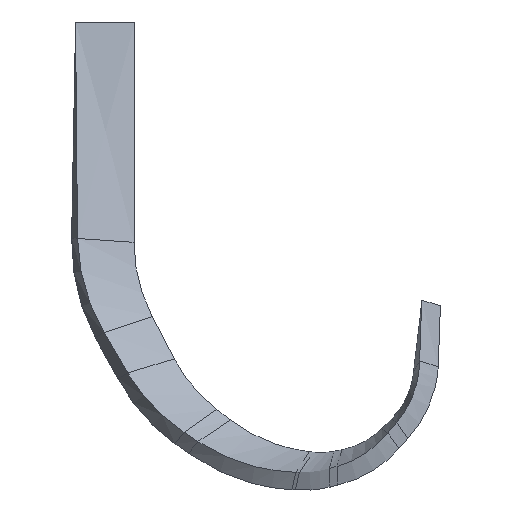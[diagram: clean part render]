
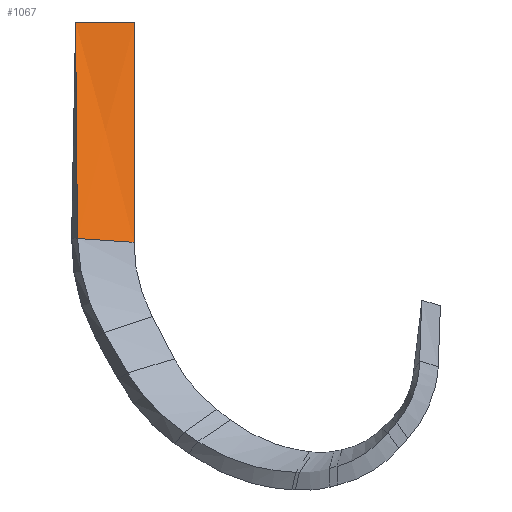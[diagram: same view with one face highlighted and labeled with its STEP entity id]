
A CAD part, left-side view. The second image highlights one B-rep face of the part: STEP entity #1067.
In plain terms, the highlighted free-form (B-spline) face has degree [1, 2] with [2, 5] control points.
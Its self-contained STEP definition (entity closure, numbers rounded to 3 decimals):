
#5 = EDGE_CURVE ( 'NONE', #451, #1148, #671, .T. ) ;
#43 = CARTESIAN_POINT ( 'NONE',  ( 92.743, 124.291, 55.442 ) ) ;
#50 = CARTESIAN_POINT ( 'NONE',  ( 101.588, 115.194, 89.673 ) ) ;
#81 = ORIENTED_EDGE ( 'NONE', *, *, #696, .F. ) ;
#172 = CARTESIAN_POINT ( 'NONE',  ( 98.611, 124.546, 78.27 ) ) ;
#184 = FACE_OUTER_BOUND ( 'NONE', #584, .T. ) ;
#239 = ORIENTED_EDGE ( 'NONE', *, *, #1786, .F. ) ;
#269 = VERTEX_POINT ( 'NONE', #1312 ) ;
#310 = LINE ( 'NONE', #1608, #1196 ) ;
#333 = CARTESIAN_POINT ( 'NONE',  ( 101.588, 115.194, 89.673 ) ) ;
#351 = CARTESIAN_POINT ( 'NONE',  ( 93.601, 115.506, 43.214 ) ) ;
#389 = VERTEX_POINT ( 'NONE', #50 ) ;
#405 =( BOUNDED_CURVE ( )  B_SPLINE_CURVE ( 2, ( #966, #1548, #1399, #1258, #1835 ),
 .UNSPECIFIED., .F., .T. ) 
 B_SPLINE_CURVE_WITH_KNOTS ( ( 3, 2, 3 ),
 ( 0., 0.5, 0.749 ),
 .UNSPECIFIED. ) 
 CURVE ( )  GEOMETRIC_REPRESENTATION_ITEM ( )  RATIONAL_B_SPLINE_CURVE ( ( 1., 0.995, 1., 0.997, 0.997 ) ) 
 REPRESENTATION_ITEM ( '' )  );
#413 = DIRECTION ( 'NONE',  ( 0.302, -0.951, -0.065 ) ) ;
#448 = DIRECTION ( 'NONE',  ( 0., -1., 0. ) ) ;
#451 = VERTEX_POINT ( 'NONE', #574 ) ;
#489 = CARTESIAN_POINT ( 'NONE',  ( 96.596, 115.282, 60.685 ) ) ;
#574 = CARTESIAN_POINT ( 'NONE',  ( 92.774, 124.27, 55.502 ) ) ;
#584 = EDGE_LOOP ( 'NONE', ( #81, #239, #1449, #822 ) ) ;
#623 = CARTESIAN_POINT ( 'NONE',  ( 101.588, 115.194, 89.673 ) ) ;
#671 = LINE ( 'NONE', #1816, #1827 ) ;
#696 = EDGE_CURVE ( 'NONE', #389, #1148, #825, .T. ) ;
#822 = ORIENTED_EDGE ( 'NONE', *, *, #5, .T. ) ;
#825 =( BOUNDED_CURVE ( )  B_SPLINE_CURVE ( 2, ( #623, #1756, #886, #489, #896 ),
 .UNSPECIFIED., .F., .T. ) 
 B_SPLINE_CURVE_WITH_KNOTS ( ( 3, 2, 3 ),
 ( 0., 0.5, 0.749 ),
 .UNSPECIFIED. ) 
 CURVE ( )  GEOMETRIC_REPRESENTATION_ITEM ( )  RATIONAL_B_SPLINE_CURVE ( ( 1., 0.995, 1., 0.997, 0.997 ) ) 
 REPRESENTATION_ITEM ( '' )  );
#886 = CARTESIAN_POINT ( 'NONE',  ( 97.583, 115.243, 66.445 ) ) ;
#889 = CARTESIAN_POINT ( 'NONE',  ( 95.592, 115.321, 54.829 ) ) ;
#896 = CARTESIAN_POINT ( 'NONE',  ( 95.603, 115.347, 54.893 ) ) ;
#910 = EDGE_CURVE ( 'NONE', #269, #451, #405, .T. ) ;
#966 = CARTESIAN_POINT ( 'NONE',  ( 101.588, 124.574, 89.673 ) ) ;
#1015 = CARTESIAN_POINT ( 'NONE',  ( 95.603, 115.347, 54.893 ) ) ;
#1067 = ADVANCED_FACE ( 'NONE', ( #184 ), #1726, .F. ) ;
#1148 = VERTEX_POINT ( 'NONE', #1015 ) ;
#1196 = VECTOR ( 'NONE', #448, 1000. ) ;
#1258 = CARTESIAN_POINT ( 'NONE',  ( 94.222, 124.355, 61.196 ) ) ;
#1309 = CARTESIAN_POINT ( 'NONE',  ( 101.588, 124.574, 89.673 ) ) ;
#1312 = CARTESIAN_POINT ( 'NONE',  ( 101.588, 124.574, 89.673 ) ) ;
#1399 = CARTESIAN_POINT ( 'NONE',  ( 95.677, 124.418, 66.856 ) ) ;
#1449 = ORIENTED_EDGE ( 'NONE', *, *, #910, .T. ) ;
#1548 = CARTESIAN_POINT ( 'NONE',  ( 98.611, 124.546, 78.27 ) ) ;
#1599 = CARTESIAN_POINT ( 'NONE',  ( 89.87, 124.076, 44.013 ) ) ;
#1608 = CARTESIAN_POINT ( 'NONE',  ( 101.588, 124.574, 89.673 ) ) ;
#1618 = CARTESIAN_POINT ( 'NONE',  ( 97.583, 115.243, 66.445 ) ) ;
#1726 =( BOUNDED_SURFACE ( )  B_SPLINE_SURFACE ( 1, 2, ( 
 ( #1309, #172, #1751, #43, #1599 ),
 ( #333, #1733, #1618, #889, #351 ) ),
 .UNSPECIFIED., .F., .F., .F. ) 
 B_SPLINE_SURFACE_WITH_KNOTS ( ( 2, 2 ),
 ( 3, 2, 3 ),
 ( 0., 1. ),
 ( 0., 0.5, 1. ),
 .UNSPECIFIED. ) 
 GEOMETRIC_REPRESENTATION_ITEM ( )  RATIONAL_B_SPLINE_SURFACE ( (
 ( 1., 0.995, 1., 0.995, 1.),
 ( 1., 0.995, 1., 0.995, 1.) ) ) 
 REPRESENTATION_ITEM ( '' )  SURFACE ( )  );
#1733 = CARTESIAN_POINT ( 'NONE',  ( 99.574, 115.166, 78.061 ) ) ;
#1751 = CARTESIAN_POINT ( 'NONE',  ( 95.677, 124.418, 66.856 ) ) ;
#1756 = CARTESIAN_POINT ( 'NONE',  ( 99.574, 115.166, 78.061 ) ) ;
#1786 = EDGE_CURVE ( 'NONE', #269, #389, #310, .T. ) ;
#1816 = CARTESIAN_POINT ( 'NONE',  ( 92.774, 124.27, 55.502 ) ) ;
#1827 = VECTOR ( 'NONE', #413, 1000. ) ;
#1835 = CARTESIAN_POINT ( 'NONE',  ( 92.774, 124.27, 55.502 ) ) ;
